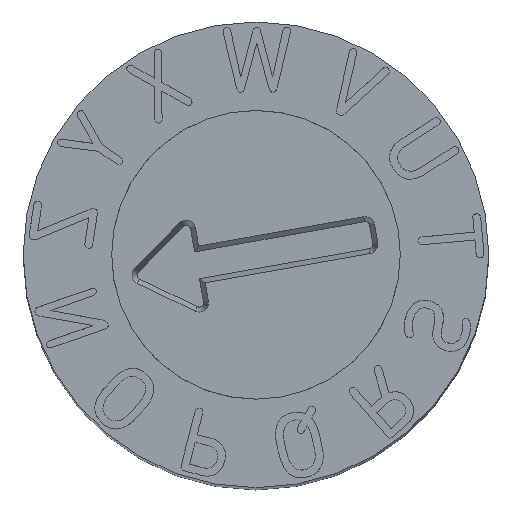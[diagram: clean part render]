
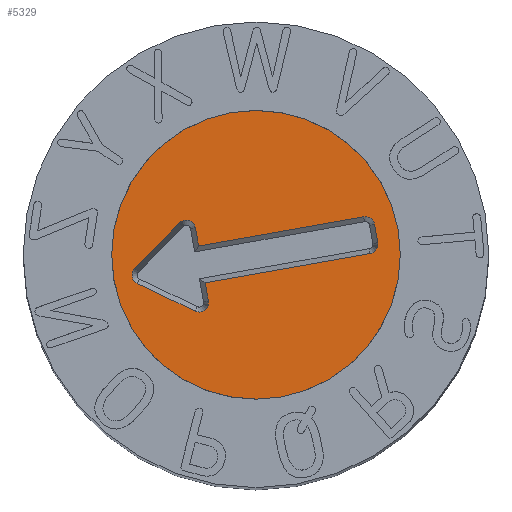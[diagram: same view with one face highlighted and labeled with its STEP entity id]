
A CAD part, top view. The second image highlights one B-rep face of the part: STEP entity #5329.
In plain terms, the highlighted planar face has unit normal (0, 0, 1).
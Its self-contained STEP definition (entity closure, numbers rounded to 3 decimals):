
#77=CIRCLE('',#5553,0.1);
#79=CIRCLE('',#5557,0.1);
#81=CIRCLE('',#5561,0.1);
#83=CIRCLE('',#5566,0.1);
#85=CIRCLE('',#5570,0.1);
#94=CIRCLE('',#5587,1.55);
#122=FACE_BOUND('',#1173,.T.);
#862=FACE_OUTER_BOUND('',#1172,.T.);
#1172=EDGE_LOOP('',(#4901));
#1173=EDGE_LOOP('',(#4902,#4903,#4904,#4905,#4906,#4907,#4908,#4909,#4910,
#4911,#4912,#4913));
#1586=LINE('',#9880,#2024);
#1589=LINE('',#9886,#2027);
#1593=LINE('',#9898,#2031);
#1597=LINE('',#9910,#2035);
#1601=LINE('',#9922,#2039);
#1604=LINE('',#9928,#2042);
#1608=LINE('',#9940,#2046);
#2024=VECTOR('',#6277,10.);
#2027=VECTOR('',#6282,10.);
#2031=VECTOR('',#6294,10.);
#2035=VECTOR('',#6306,10.);
#2039=VECTOR('',#6318,10.);
#2042=VECTOR('',#6323,10.);
#2046=VECTOR('',#6335,10.);
#2541=VERTEX_POINT('',#9877);
#2542=VERTEX_POINT('',#9879);
#2544=VERTEX_POINT('',#9885);
#2546=VERTEX_POINT('',#9891);
#2548=VERTEX_POINT('',#9897);
#2550=VERTEX_POINT('',#9903);
#2552=VERTEX_POINT('',#9909);
#2554=VERTEX_POINT('',#9915);
#2556=VERTEX_POINT('',#9921);
#2558=VERTEX_POINT('',#9927);
#2560=VERTEX_POINT('',#9933);
#2562=VERTEX_POINT('',#9939);
#2570=VERTEX_POINT('',#9971);
#3306=EDGE_CURVE('',#2542,#2541,#1586,.T.);
#3309=EDGE_CURVE('',#2544,#2542,#1589,.T.);
#3312=EDGE_CURVE('',#2546,#2544,#77,.T.);
#3315=EDGE_CURVE('',#2548,#2546,#1593,.T.);
#3318=EDGE_CURVE('',#2550,#2548,#79,.T.);
#3321=EDGE_CURVE('',#2552,#2550,#1597,.T.);
#3324=EDGE_CURVE('',#2554,#2552,#81,.T.);
#3327=EDGE_CURVE('',#2556,#2554,#1601,.T.);
#3330=EDGE_CURVE('',#2558,#2556,#1604,.T.);
#3333=EDGE_CURVE('',#2560,#2558,#83,.T.);
#3336=EDGE_CURVE('',#2562,#2560,#1608,.T.);
#3339=EDGE_CURVE('',#2541,#2562,#85,.T.);
#3351=EDGE_CURVE('',#2570,#2570,#94,.T.);
#4901=ORIENTED_EDGE('',*,*,#3351,.F.);
#4902=ORIENTED_EDGE('',*,*,#3306,.T.);
#4903=ORIENTED_EDGE('',*,*,#3339,.T.);
#4904=ORIENTED_EDGE('',*,*,#3336,.T.);
#4905=ORIENTED_EDGE('',*,*,#3333,.T.);
#4906=ORIENTED_EDGE('',*,*,#3330,.T.);
#4907=ORIENTED_EDGE('',*,*,#3327,.T.);
#4908=ORIENTED_EDGE('',*,*,#3324,.T.);
#4909=ORIENTED_EDGE('',*,*,#3321,.T.);
#4910=ORIENTED_EDGE('',*,*,#3318,.T.);
#4911=ORIENTED_EDGE('',*,*,#3315,.T.);
#4912=ORIENTED_EDGE('',*,*,#3312,.T.);
#4913=ORIENTED_EDGE('',*,*,#3309,.T.);
#5043=PLANE('',#5588);
#5329=ADVANCED_FACE('',(#862,#122),#5043,.F.);
#5553=AXIS2_PLACEMENT_3D('',#9892,#6288,#6289);
#5557=AXIS2_PLACEMENT_3D('',#9904,#6300,#6301);
#5561=AXIS2_PLACEMENT_3D('',#9916,#6312,#6313);
#5566=AXIS2_PLACEMENT_3D('',#9934,#6329,#6330);
#5570=AXIS2_PLACEMENT_3D('',#9944,#6341,#6342);
#5587=AXIS2_PLACEMENT_3D('',#9972,#6378,#6379);
#5588=AXIS2_PLACEMENT_3D('',#9974,#6381,#6382);
#6277=DIRECTION('',(0.,1.,0.));
#6282=DIRECTION('',(1.,0.,0.));
#6288=DIRECTION('center_axis',(0.,0.,-1.));
#6289=DIRECTION('ref_axis',(0.,1.,0.));
#6294=DIRECTION('',(-0.581,0.814,0.));
#6300=DIRECTION('center_axis',(0.,0.,-1.));
#6301=DIRECTION('ref_axis',(-0.814,-0.581,0.));
#6306=DIRECTION('',(-0.581,-0.814,0.));
#6312=DIRECTION('center_axis',(0.,0.,-1.));
#6313=DIRECTION('ref_axis',(0.814,-0.581,0.));
#6318=DIRECTION('',(1.,0.,0.));
#6323=DIRECTION('',(0.,-1.,0.));
#6329=DIRECTION('center_axis',(0.,0.,-1.));
#6330=DIRECTION('ref_axis',(1.,0.,0.));
#6335=DIRECTION('',(1.,0.,0.));
#6341=DIRECTION('center_axis',(0.,0.,-1.));
#6342=DIRECTION('ref_axis',(0.,1.,0.));
#6378=DIRECTION('center_axis',(0.,0.,-1.));
#6379=DIRECTION('ref_axis',(-1.,0.,0.));
#6381=DIRECTION('center_axis',(0.,0.,-1.));
#6382=DIRECTION('ref_axis',(-1.,0.,0.));
#9877=CARTESIAN_POINT('',(-0.2,1.21,2.));
#9879=CARTESIAN_POINT('',(-0.2,-0.59,2.));
#9880=CARTESIAN_POINT('',(-0.2,0.605,2.));
#9885=CARTESIAN_POINT('',(-0.4,-0.59,2.));
#9886=CARTESIAN_POINT('',(-0.1,-0.59,2.));
#9891=CARTESIAN_POINT('',(-0.481,-0.748,2.));
#9892=CARTESIAN_POINT('Origin',(-0.4,-0.69,2.));
#9897=CARTESIAN_POINT('',(-0.081,-1.308,2.));
#9898=CARTESIAN_POINT('',(-0.577,-0.614,2.));
#9903=CARTESIAN_POINT('',(0.081,-1.308,2.));
#9904=CARTESIAN_POINT('Origin',(0.,-1.25,2.));
#9909=CARTESIAN_POINT('',(0.481,-0.748,2.));
#9910=CARTESIAN_POINT('',(0.377,-0.894,2.));
#9915=CARTESIAN_POINT('',(0.4,-0.59,2.));
#9916=CARTESIAN_POINT('Origin',(0.4,-0.69,2.));
#9921=CARTESIAN_POINT('',(0.2,-0.59,2.));
#9922=CARTESIAN_POINT('',(0.2,-0.59,2.));
#9927=CARTESIAN_POINT('',(0.2,1.21,2.));
#9928=CARTESIAN_POINT('',(0.2,-0.295,2.));
#9933=CARTESIAN_POINT('',(0.1,1.31,2.));
#9934=CARTESIAN_POINT('Origin',(0.1,1.21,2.));
#9939=CARTESIAN_POINT('',(-0.1,1.31,2.));
#9940=CARTESIAN_POINT('',(0.05,1.31,2.));
#9944=CARTESIAN_POINT('Origin',(-0.1,1.21,2.));
#9971=CARTESIAN_POINT('',(1.55,0.,2.));
#9972=CARTESIAN_POINT('Origin',(0.,0.,2.));
#9974=CARTESIAN_POINT('Origin',(0.,0.,2.));
